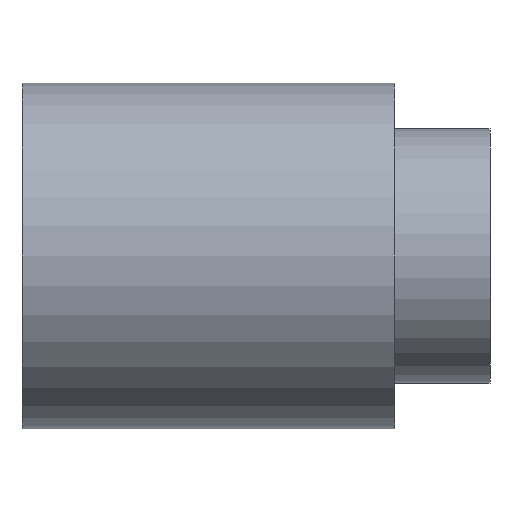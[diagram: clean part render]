
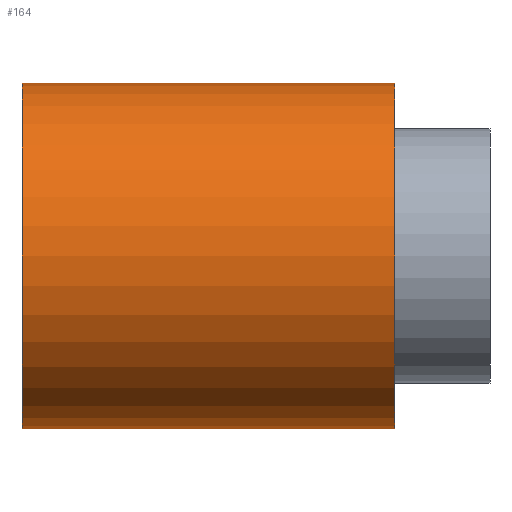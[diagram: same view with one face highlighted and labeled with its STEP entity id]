
A CAD part, left-side view. The second image highlights one B-rep face of the part: STEP entity #164.
In plain terms, the highlighted cylindrical face has radius 2.78 mm (diameter 5.56 mm), a partial arc.
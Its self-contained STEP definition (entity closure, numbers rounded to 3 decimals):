
#3 = CARTESIAN_POINT ( 'NONE',  ( 0., 6., 2.78 ) ) ;
#5 = CARTESIAN_POINT ( 'NONE',  ( 0., 6., -2.78 ) ) ;
#8 = AXIS2_PLACEMENT_3D ( 'NONE', #154, #108, #225 ) ;
#25 = LINE ( 'NONE', #5, #224 ) ;
#27 = DIRECTION ( 'NONE',  ( 0., 1., 0. ) ) ;
#54 = CARTESIAN_POINT ( 'NONE',  ( 0., 0., 0. ) ) ;
#88 = CARTESIAN_POINT ( 'NONE',  ( 0., 0., -2.78 ) ) ;
#92 = EDGE_CURVE ( 'NONE', #130, #134, #109, .T. ) ;
#102 = CYLINDRICAL_SURFACE ( 'NONE', #8, 2.78 ) ;
#108 = DIRECTION ( 'NONE',  ( 0., -1., 0. ) ) ;
#109 = CIRCLE ( 'NONE', #259, 2.78 ) ;
#111 = EDGE_CURVE ( 'NONE', #134, #209, #143, .T. ) ;
#112 = DIRECTION ( 'NONE',  ( 0., 0., 1. ) ) ;
#114 = CARTESIAN_POINT ( 'NONE',  ( 0., 6., -2.78 ) ) ;
#130 = VERTEX_POINT ( 'NONE', #114 ) ;
#134 = VERTEX_POINT ( 'NONE', #278 ) ;
#135 = DIRECTION ( 'NONE',  ( 0., 0., 1. ) ) ;
#143 = LINE ( 'NONE', #3, #244 ) ;
#146 = ORIENTED_EDGE ( 'NONE', *, *, #187, .T. ) ;
#154 = CARTESIAN_POINT ( 'NONE',  ( 0., 6., 0. ) ) ;
#160 = EDGE_LOOP ( 'NONE', ( #246, #290, #146, #284 ) ) ;
#164 = ADVANCED_FACE ( 'NONE', ( #178 ), #102, .T. ) ;
#174 = DIRECTION ( 'NONE',  ( 0., -1., 0. ) ) ;
#175 = AXIS2_PLACEMENT_3D ( 'NONE', #54, #27, #135 ) ;
#177 = CARTESIAN_POINT ( 'NONE',  ( 0., 6., 0. ) ) ;
#178 = FACE_OUTER_BOUND ( 'NONE', #160, .T. ) ;
#187 = EDGE_CURVE ( 'NONE', #130, #215, #25, .T. ) ;
#204 = CARTESIAN_POINT ( 'NONE',  ( 0., 0., 2.78 ) ) ;
#209 = VERTEX_POINT ( 'NONE', #204 ) ;
#215 = VERTEX_POINT ( 'NONE', #88 ) ;
#217 = EDGE_CURVE ( 'NONE', #215, #209, #230, .T. ) ;
#224 = VECTOR ( 'NONE', #174, 1000. ) ;
#225 = DIRECTION ( 'NONE',  ( 0., 0., -1. ) ) ;
#230 = CIRCLE ( 'NONE', #175, 2.78 ) ;
#244 = VECTOR ( 'NONE', #279, 1000. ) ;
#246 = ORIENTED_EDGE ( 'NONE', *, *, #111, .F. ) ;
#254 = DIRECTION ( 'NONE',  ( 0., 1., 0. ) ) ;
#259 = AXIS2_PLACEMENT_3D ( 'NONE', #177, #254, #112 ) ;
#278 = CARTESIAN_POINT ( 'NONE',  ( 0., 6., 2.78 ) ) ;
#279 = DIRECTION ( 'NONE',  ( 0., -1., 0. ) ) ;
#284 = ORIENTED_EDGE ( 'NONE', *, *, #217, .T. ) ;
#290 = ORIENTED_EDGE ( 'NONE', *, *, #92, .F. ) ;
